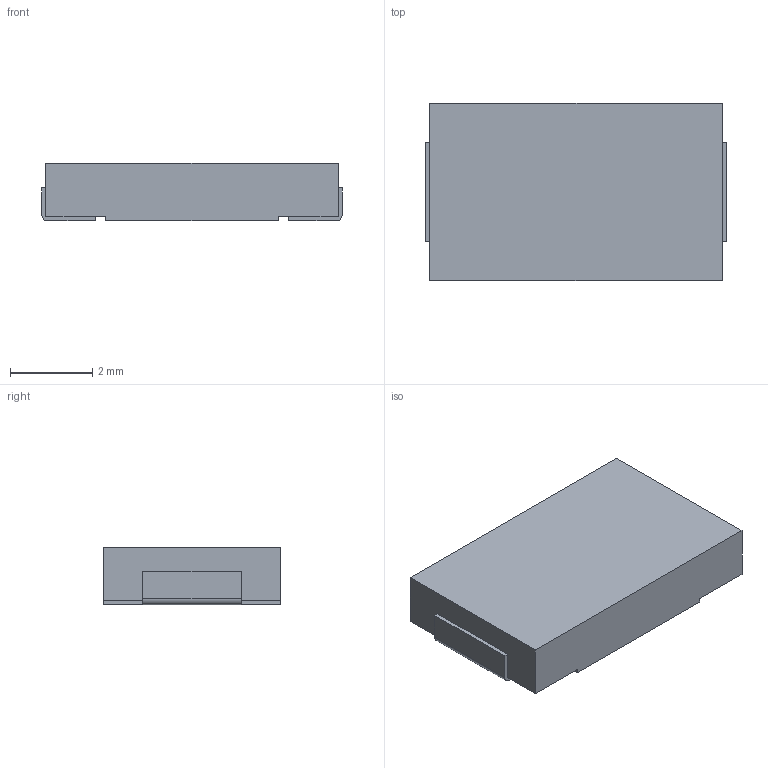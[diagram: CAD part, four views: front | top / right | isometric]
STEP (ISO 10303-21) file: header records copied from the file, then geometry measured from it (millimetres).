
FILE_DESCRIPTION((''),'2;1');
FILE_NAME('D15.stp','2013-11-26T09:33:37',('4024630'),(''),'Autodesk Inventor 2012','Autodesk Inventor 2012','');
FILE_SCHEMA(('AUTOMOTIVE_DESIGN { 1 2 10303 214 0 1 1 1 }'));
Length unit declared in the file: millimetre
Products named in the file (3): D15; D15(端子)
Assembly tree (3 placements, depth 2):
  D15
    D15
    D15(端子)  x2
Bounding box: 7.3 x 4.3 x 1.4 mm (x, y, z)
Volume: 42.4 mm3; surface area: 113 mm2
Topology: 3 solids, 3 shells, 28 faces, 66 edges, 44 vertices
Faces by surface type: plane 26, cylinder 2
Entity records: 638 total; most frequent: CARTESIAN_POINT 100, DIRECTION 97, ORIENTED_EDGE 90, EDGE_CURVE 45, VECTOR 43, LINE 43, VERTEX_POINT 30, AXIS2_PLACEMENT_3D 27
